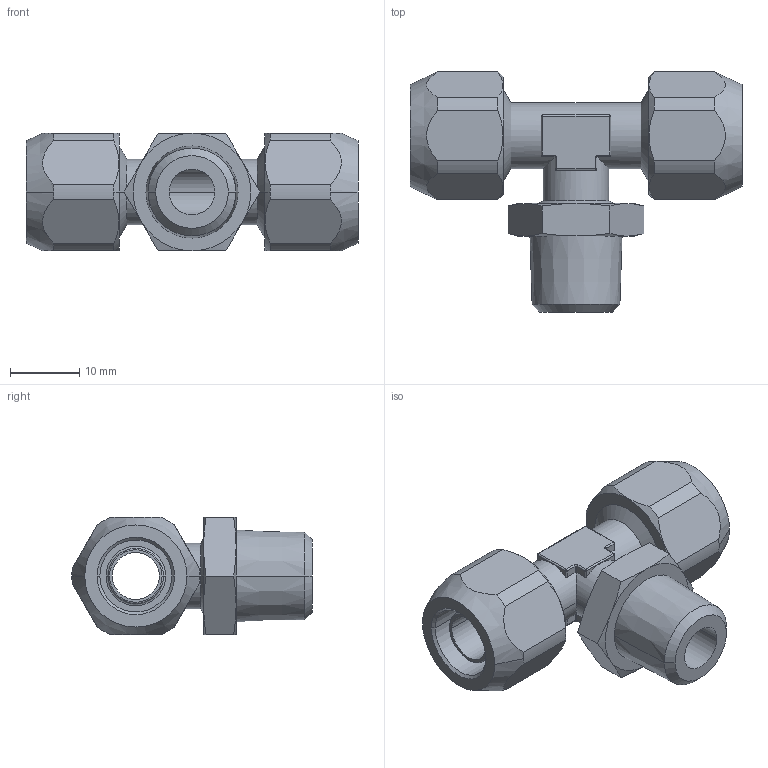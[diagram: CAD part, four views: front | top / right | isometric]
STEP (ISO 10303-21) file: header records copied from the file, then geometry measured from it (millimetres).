
FILE_DESCRIPTION(( 'CX.18.10.14.stp' ), '1');
FILE_NAME( 'CX.18.10.14.stp', '2018-08-24T14:34:42',( 'Sopra'),('sopra-pneumatic.com'), 'SwSTEP 2.0','SolidWorks 2009','' );
FILE_SCHEMA(('CONFIG_CONTROL_DESIGN'));
Length unit declared in the file: millimetre
Products named in the file (1): 361630B_121X4-10-8-1-4KF
Bounding box: 48 x 34.75 x 17 mm (x, y, z)
Volume: 7877.2 mm3; surface area: 6164.2 mm2
Topology: 1 solids, 1 shells, 165 faces, 388 edges, 232 vertices
Faces by surface type: cylinder 60, plane 47, cone 34, sphere 12, torus 12
Entity records: 4992 total; most frequent: CARTESIAN_POINT 1187, DIRECTION 814, ORIENTED_EDGE 776, EDGE_CURVE 388, AXIS2_PLACEMENT_3D 335, VERTEX_POINT 232, EDGE_LOOP 176, CIRCLE 170
